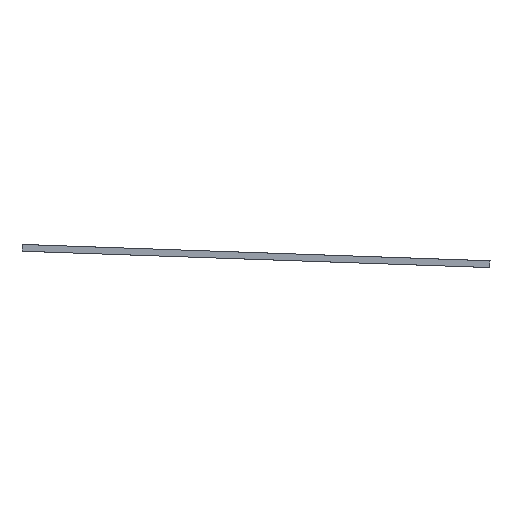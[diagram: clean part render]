
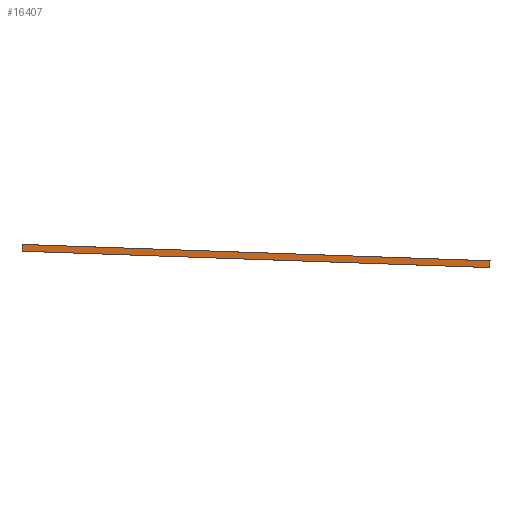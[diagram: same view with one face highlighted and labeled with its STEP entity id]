
A CAD part, left-side view. The second image highlights one B-rep face of the part: STEP entity #16407.
In plain terms, the highlighted planar face has unit normal (-1, 0, 0).
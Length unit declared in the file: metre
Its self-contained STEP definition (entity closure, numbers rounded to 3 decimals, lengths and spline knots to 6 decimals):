
#2348=ORIENTED_EDGE('',*,*,#7022,.F.);
#2349=ORIENTED_EDGE('',*,*,#7023,.T.);
#2350=ORIENTED_EDGE('',*,*,#7024,.T.);
#2351=ORIENTED_EDGE('',*,*,#7025,.F.);
#7022=EDGE_CURVE('',#9212,#9213,#10914,.T.);
#7023=EDGE_CURVE('',#9212,#9214,#10915,.T.);
#7024=EDGE_CURVE('',#9214,#9215,#10916,.T.);
#7025=EDGE_CURVE('',#9213,#9215,#10917,.T.);
#9212=VERTEX_POINT('',#25275);
#9213=VERTEX_POINT('',#25276);
#9214=VERTEX_POINT('',#25278);
#9215=VERTEX_POINT('',#25280);
#10914=LINE('',#25274,#12654);
#10915=LINE('',#25277,#12655);
#10916=LINE('',#25279,#12656);
#10917=LINE('',#25281,#12657);
#12654=VECTOR('',#20307,1.);
#12655=VECTOR('',#20308,1.);
#12656=VECTOR('',#20309,1.);
#12657=VECTOR('',#20310,1.);
#14021=EDGE_LOOP('',(#2348,#2349,#2350,#2351));
#14985=FACE_BOUND('',#14021,.T.);
#15825=PLANE('',#17498);
#16407=ADVANCED_FACE('',(#14985),#15825,.T.);
#17498=AXIS2_PLACEMENT_3D('',#25273,#20305,#20306);
#20305=DIRECTION('',(-1.,0.,0.));
#20306=DIRECTION('',(0.,-0.035,0.999));
#20307=DIRECTION('',(0.,0.999,0.035));
#20308=DIRECTION('',(0.,-0.035,0.999));
#20309=DIRECTION('',(0.,0.999,0.035));
#20310=DIRECTION('',(0.,-0.035,0.999));
#25273=CARTESIAN_POINT('',(-0.142875,-0.000509,0.008156));
#25274=CARTESIAN_POINT('',(-0.142875,-0.000457,0.006657));
#25275=CARTESIAN_POINT('',(-0.142875,-0.05225,0.004849));
#25276=CARTESIAN_POINT('',(-0.142875,0.051337,0.008466));
#25277=CARTESIAN_POINT('',(-0.142875,-0.05225,0.004847));
#25278=CARTESIAN_POINT('',(-0.142875,-0.052302,0.006348));
#25279=CARTESIAN_POINT('',(-0.142875,-0.000509,0.008156));
#25280=CARTESIAN_POINT('',(-0.142875,0.051285,0.009965));
#25281=CARTESIAN_POINT('',(-0.142875,0.051337,0.008464));
